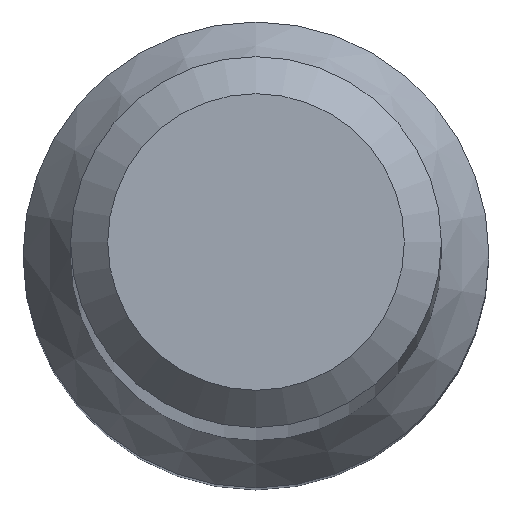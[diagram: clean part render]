
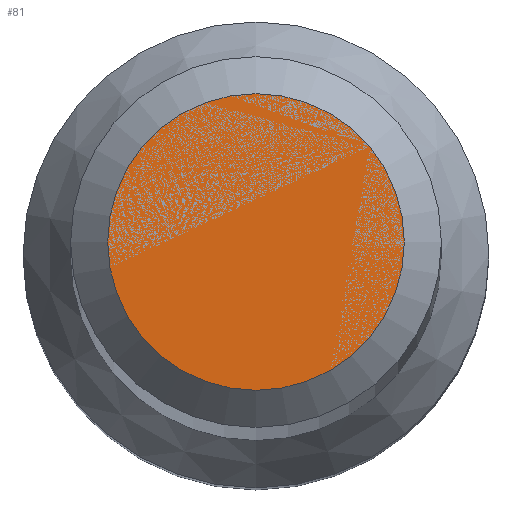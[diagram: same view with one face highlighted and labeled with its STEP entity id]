
A CAD part, top view. The second image highlights one B-rep face of the part: STEP entity #81.
In plain terms, the highlighted planar face has unit normal (0, 0, 1).
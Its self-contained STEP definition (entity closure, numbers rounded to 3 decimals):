
#34 = VERTEX_POINT ( 'NONE', #252 ) ;
#47 = EDGE_LOOP ( 'NONE', ( #120 ) ) ;
#52 = CARTESIAN_POINT ( 'NONE',  ( 0., 0., 70. ) ) ;
#66 = AXIS2_PLACEMENT_3D ( 'NONE', #161, #146, #259 ) ;
#81 = ADVANCED_FACE ( 'NONE', ( #256 ), #210, .F. ) ;
#103 = DIRECTION ( 'NONE',  ( 0., 0., -1. ) ) ;
#120 = ORIENTED_EDGE ( 'NONE', *, *, #281, .F. ) ;
#146 = DIRECTION ( 'NONE',  ( 0., 0., -1. ) ) ;
#161 = CARTESIAN_POINT ( 'NONE',  ( 0., 0., 70. ) ) ;
#166 = AXIS2_PLACEMENT_3D ( 'NONE', #52, #103, #192 ) ;
#192 = DIRECTION ( 'NONE',  ( 0., 1., 0. ) ) ;
#210 = PLANE ( 'NONE',  #66 ) ;
#252 = CARTESIAN_POINT ( 'NONE',  ( 0., 1.2, 70. ) ) ;
#256 = FACE_OUTER_BOUND ( 'NONE', #47, .T. ) ;
#259 = DIRECTION ( 'NONE',  ( 0., 1., 0. ) ) ;
#281 = EDGE_CURVE ( 'NONE', #34, #34, #302, .T. ) ;
#302 = CIRCLE ( 'NONE', #166, 1.2 ) ;
